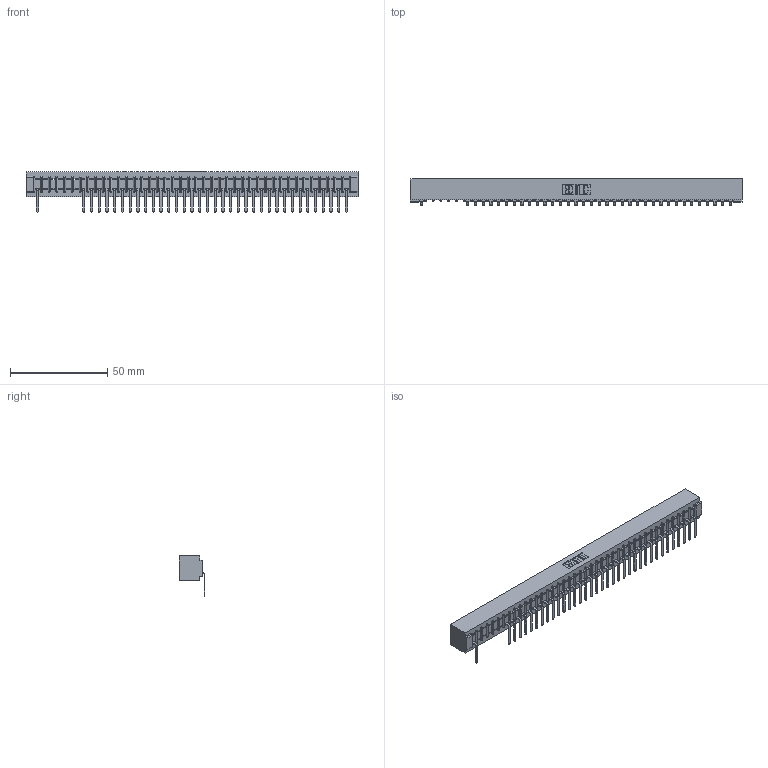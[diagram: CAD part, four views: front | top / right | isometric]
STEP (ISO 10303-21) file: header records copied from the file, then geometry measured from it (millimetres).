
FILE_DESCRIPTION (( 'STEP AP203' ), '1' );
FILE_NAME ('357-041-557-101.STEP', '2018-08-11T07:24:08', ( '' ), ( '' ), 'SwSTEP 2.0', 'SolidWorks 2016', '' );
FILE_SCHEMA (( 'CONFIG_CONTROL_DESIGN' ));
Length unit declared in the file: inch
Products named in the file (3): 357-041-557-101; 307 Part_No Mounting Lugs; 307-290-002_557
Assembly tree (37 placements, depth 2):
  357-041-557-101
    307 Part_No Mounting Lugs
    307-290-002_557  x36
Bounding box: 170.33 x 13.32 x 20.66 mm (x, y, z)
Volume: 18730.5 mm3; surface area: 23583.3 mm2
Topology: 37 solids, 37 shells, 3060 faces, 9403 edges, 6154 vertices
Faces by surface type: plane 1818, cylinder 1158, sphere 84
Entity records: 35688 total; most frequent: CARTESIAN_POINT 6043, ORIENTED_EDGE 6038, DIRECTION 5865, EDGE_CURVE 3019, LINE 2313, VECTOR 2313, VERTEX_POINT 1954, AXIS2_PLACEMENT_3D 1776
